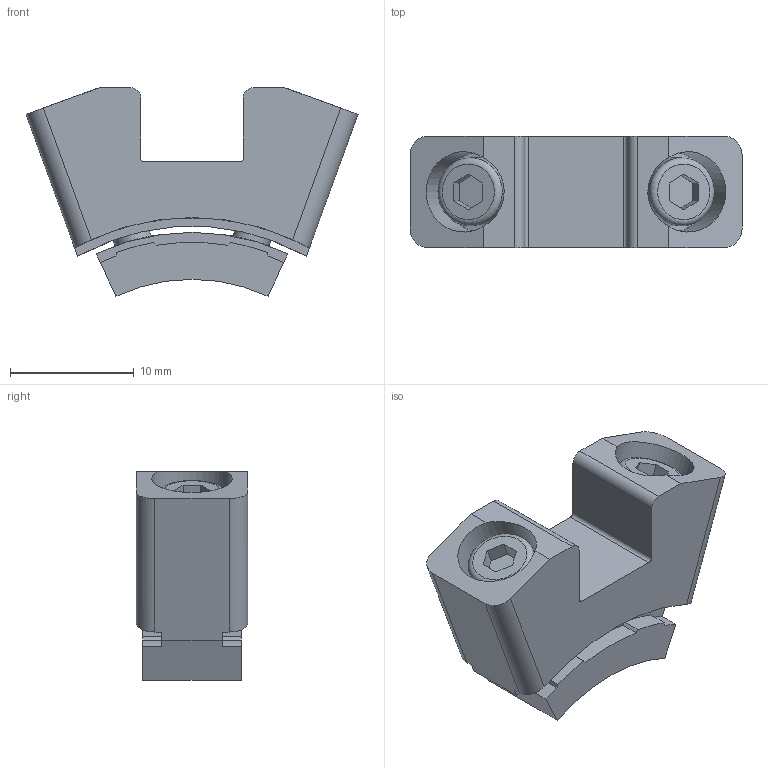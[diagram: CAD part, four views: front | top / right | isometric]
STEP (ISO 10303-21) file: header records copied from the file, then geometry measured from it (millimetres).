
FILE_DESCRIPTION(/* description */ ('STEP AP214'),/* implementation_level */ '2;1');
FILE_NAME(/* name */ '1692496_DADL-EC-Q11-16',/* time_stamp */ '2024-08-12T18:17:08+02:00',/* author */ ('License CC BY-ND 4.0'),/* organization */ ('CADENAS'),/* preprocessor_version */ 'ST-DEVELOPER v19.3',/* originating_system */ 'PARTsolutions',/* authorisation */ ' ');
FILE_SCHEMA (('AUTOMOTIVE_DESIGN {1 0 10303 214 3 1 1}'));
Length unit declared in the file: millimetre
Products named in the file (1): 1692496 DADL-EC-Q11-16
Bounding box: 26.85 x 9 x 16.87 mm (x, y, z)
Volume: 2213.7 mm3; surface area: 1858.1 mm2
Topology: 1 solids, 1 shells, 90 faces, 238 edges, 158 vertices
Faces by surface type: plane 47, cylinder 39, cone 2, torus 2
Full cylindrical faces by diameter (mm): 3 x4, 5.5 x2, 6.5 x2
Entity records: 2782 total; most frequent: CARTESIAN_POINT 599, ORIENTED_EDGE 436, DIRECTION 436, EDGE_CURVE 218, VERTEX_POINT 150, AXIS2_PLACEMENT_3D 149, LINE 138, VECTOR 138
